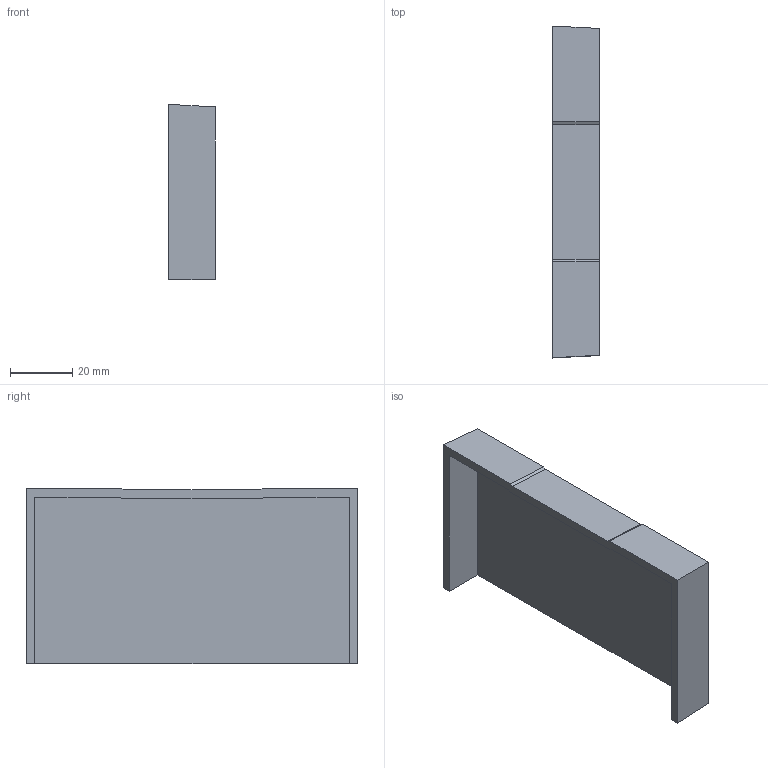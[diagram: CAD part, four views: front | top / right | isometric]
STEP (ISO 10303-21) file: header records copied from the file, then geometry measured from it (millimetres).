
FILE_DESCRIPTION (( 'STEP AP214' ), '1' );
FILE_NAME ('6113112.stp', '2016-05-20T09:42:20', ( '' ), ( '' ), 'SwSTEP 2.0', 'SolidWorks 2014', '' );
FILE_SCHEMA (( 'AUTOMOTIVE_DESIGN' ));
Length unit declared in the file: millimetre
Products named in the file (2): 070036_Standard; 6113112
Assembly tree (1 placements, depth 2):
  6113112
    070036_Standard
Bounding box: 15 x 106.57 x 56.29 mm (x, y, z)
Volume: 18413.8 mm3; surface area: 18035.3 mm2
Topology: 1 solids, 1 shells, 18 faces, 48 edges, 32 vertices
Faces by surface type: plane 18
Entity records: 618 total; most frequent: CARTESIAN_POINT 102, ORIENTED_EDGE 96, DIRECTION 92, EDGE_CURVE 48, LINE 48, VECTOR 48, VERTEX_POINT 32, AXIS2_PLACEMENT_3D 22
